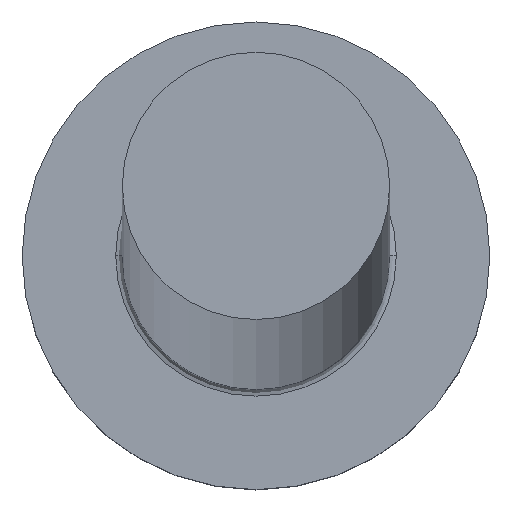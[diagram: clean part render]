
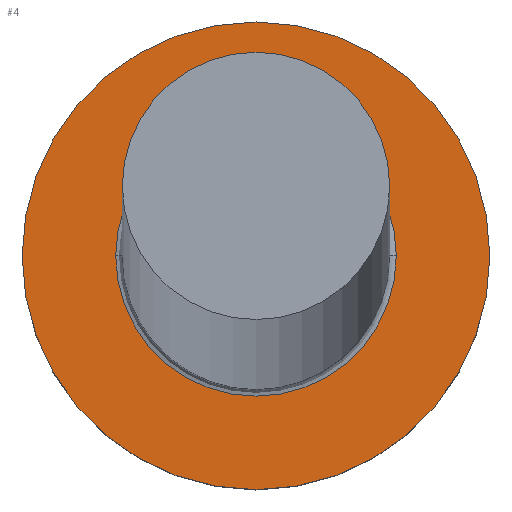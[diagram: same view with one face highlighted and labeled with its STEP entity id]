
A CAD part, top view. The second image highlights one B-rep face of the part: STEP entity #4.
In plain terms, the highlighted planar face has unit normal (0, 0, 1).
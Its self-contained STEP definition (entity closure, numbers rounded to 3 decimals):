
#4 = ADVANCED_FACE ( 'NONE', ( #11, #9 ), #83, .T. ) ;
#8 = ORIENTED_EDGE ( 'NONE', *, *, #47, .T. ) ;
#9 = FACE_OUTER_BOUND ( 'NONE', #246, .T. ) ;
#11 = FACE_BOUND ( 'NONE', #16, .T. ) ;
#16 = EDGE_LOOP ( 'NONE', ( #64, #8 ) ) ;
#29 = AXIS2_PLACEMENT_3D ( 'NONE', #282, #229, #111 ) ;
#31 = DIRECTION ( 'NONE',  ( 1., 0., 0. ) ) ;
#47 = EDGE_CURVE ( 'NONE', #153, #158, #66, .T. ) ;
#49 = EDGE_CURVE ( 'NONE', #158, #153, #86, .T. ) ;
#60 = DIRECTION ( 'NONE',  ( 1., 0., 0. ) ) ;
#64 = ORIENTED_EDGE ( 'NONE', *, *, #49, .T. ) ;
#66 = CIRCLE ( 'NONE', #78, 4.2 ) ;
#71 = CIRCLE ( 'NONE', #257, 7. ) ;
#78 = AXIS2_PLACEMENT_3D ( 'NONE', #240, #200, #31 ) ;
#83 = PLANE ( 'NONE',  #264 ) ;
#84 = ORIENTED_EDGE ( 'NONE', *, *, #106, .T. ) ;
#86 = CIRCLE ( 'NONE', #244, 4.2 ) ;
#93 = CARTESIAN_POINT ( 'NONE',  ( -7., 0., 5. ) ) ;
#103 = DIRECTION ( 'NONE',  ( 1., 0., 0. ) ) ;
#105 = CARTESIAN_POINT ( 'NONE',  ( 0., 0., 5. ) ) ;
#106 = EDGE_CURVE ( 'NONE', #182, #129, #71, .T. ) ;
#111 = DIRECTION ( 'NONE',  ( 1., 0., 0. ) ) ;
#129 = VERTEX_POINT ( 'NONE', #306 ) ;
#132 = CARTESIAN_POINT ( 'NONE',  ( 0., 0., 5. ) ) ;
#133 = CARTESIAN_POINT ( 'NONE',  ( 0., 0., 5. ) ) ;
#134 = ORIENTED_EDGE ( 'NONE', *, *, #181, .T. ) ;
#153 = VERTEX_POINT ( 'NONE', #193 ) ;
#158 = VERTEX_POINT ( 'NONE', #230 ) ;
#170 = CIRCLE ( 'NONE', #29, 7. ) ;
#181 = EDGE_CURVE ( 'NONE', #129, #182, #170, .T. ) ;
#182 = VERTEX_POINT ( 'NONE', #93 ) ;
#193 = CARTESIAN_POINT ( 'NONE',  ( -4.2, 0., 5. ) ) ;
#200 = DIRECTION ( 'NONE',  ( 0., 0., -1. ) ) ;
#218 = DIRECTION ( 'NONE',  ( 1., 0., 0. ) ) ;
#229 = DIRECTION ( 'NONE',  ( 0., 0., 1. ) ) ;
#230 = CARTESIAN_POINT ( 'NONE',  ( 4.2, 0., 5. ) ) ;
#240 = CARTESIAN_POINT ( 'NONE',  ( 0., 0., 5. ) ) ;
#244 = AXIS2_PLACEMENT_3D ( 'NONE', #132, #296, #103 ) ;
#246 = EDGE_LOOP ( 'NONE', ( #84, #134 ) ) ;
#257 = AXIS2_PLACEMENT_3D ( 'NONE', #133, #271, #60 ) ;
#264 = AXIS2_PLACEMENT_3D ( 'NONE', #105, #298, #218 ) ;
#271 = DIRECTION ( 'NONE',  ( 0., 0., 1. ) ) ;
#282 = CARTESIAN_POINT ( 'NONE',  ( 0., 0., 5. ) ) ;
#296 = DIRECTION ( 'NONE',  ( 0., 0., -1. ) ) ;
#298 = DIRECTION ( 'NONE',  ( 0., 0., 1. ) ) ;
#306 = CARTESIAN_POINT ( 'NONE',  ( 7., 0., 5. ) ) ;
